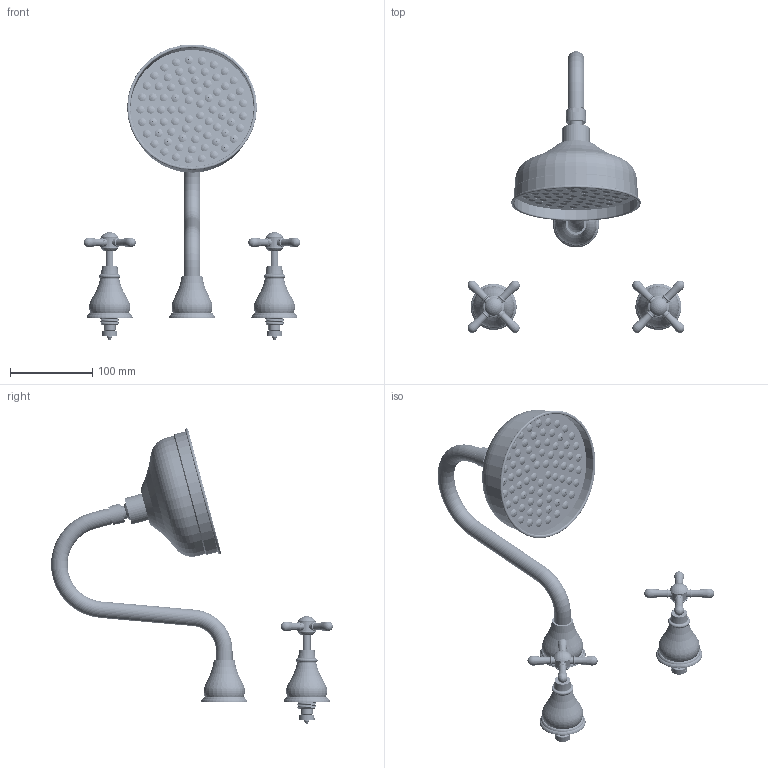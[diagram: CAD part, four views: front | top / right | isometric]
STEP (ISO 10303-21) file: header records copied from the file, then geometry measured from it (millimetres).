
FILE_DESCRIPTION (( 'STEP AP203' ), '1' );
FILE_NAME ('MV1090CH.STEP', '2020-02-27T02:21:59', ( 'Windows 蚚誧' ), ( '' ), 'SwSTEP 2.0', 'SolidWorks 2019', '' );
FILE_SCHEMA (( 'CONFIG_CONTROL_DESIGN' ));
Length unit declared in the file: millimetre
Products named in the file (28): G5-8砦阨郋砎蝶え; 鞣羲42詢概裔 J05007C00; 110慢开插齿G58阀芯（42阀盖） - 入墙; 韁宒6渡階驗郪; 砦阨郋郪; MVХ宒邀唌奪釱; S倰邀唌堤阨奪; 110鞣羲喳喘佪裝; 28.5X22.5X1.5綻祧菜え; G5-8砦阨郋极; MV1070CH; MV邧參醱髓笘欶釱; 韁宒150階驗; M16x1 20奪爾諉芛; Х宒S倰邀唌堤阨奪; 囀鞠褒潑芛蹟佪M5x12 (G12090G00); MV坋趼忒梟裝; MV1090CH; S型墙式淋浴出水管（焊接）; 15x2.65 O型圈 (麦封配丝杆); MV邧參坋趼忒謫釱; MV双把入墙钟罩; MV十字手柄 - 入墙; 囀鞠褒潑芛蹟佪M5x8  (G12096G00); G12堤阨簽ㄗ20奪ㄘ
Assembly tree (52 placements, depth 5):
  MV1090CH
    MV1070CH
      110慢开插齿G58阀芯（42阀盖） - 入墙
        鞣羲42詢概裔 J05007C00
        110鞣羲喳喘佪裝
        15x2.65 O型圈 (麦封配丝杆)  x2
        砦阨郋郪
          G5-8砦阨郋极
          G5-8砦阨郋砎蝶え
        28.5X22.5X1.5綻祧菜え
      110慢开插齿G58阀芯（42阀盖） - 入墙
        鞣羲42詢概裔 J05007C00
        110鞣羲喳喘佪裝
        15x2.65 O型圈 (麦封配丝杆)  x2
        砦阨郋郪
          G5-8砦阨郋极
          G5-8砦阨郋砎蝶え
        28.5X22.5X1.5綻祧菜え
      MV双把入墙钟罩  x2
      MV邧參醱髓笘欶釱  x2
      MV十字手柄 - 入墙
        MV邧參坋趼忒謫釱
        MV坋趼忒梟裝  x4
        囀鞠褒潑芛蹟佪M5x8  (G12096G00)  x3
        囀鞠褒潑芛蹟佪M5x12 (G12090G00)
      MV十字手柄 - 入墙
        MV邧參坋趼忒謫釱
        MV坋趼忒梟裝  x4
        囀鞠褒潑芛蹟佪M5x8  (G12096G00)  x3
        囀鞠褒潑芛蹟佪M5x12 (G12090G00)
    Х宒S倰邀唌堤阨奪
      MVХ宒邀唌奪釱
      MV邧參醱髓笘欶釱
      S型墙式淋浴出水管（焊接）
        S倰邀唌堤阨奪
        G12堤阨簽ㄗ20奪ㄘ
        M16x1 20奪爾諉芛
    韁宒6渡階驗郪
      韁宒150階驗
Bounding box: 263.32 x 341.62 x 358.05 mm (x, y, z)
Volume: 952008.1 mm3; surface area: 232122.2 mm2
Topology: 42 solids, 42 shells, 2760 faces, 7230 edges, 4656 vertices
Faces by surface type: cylinder 1327, plane 542, torus 294, cone 257, bspline 242, sphere 98
Entity records: 94669 total; most frequent: CARTESIAN_POINT 59021, ORIENTED_EDGE 7130, DIRECTION 6486, EDGE_CURVE 3565, AXIS2_PLACEMENT_3D 2742, VERTEX_POINT 2310, EDGE_LOOP 1559, ADVANCED_FACE 1410
